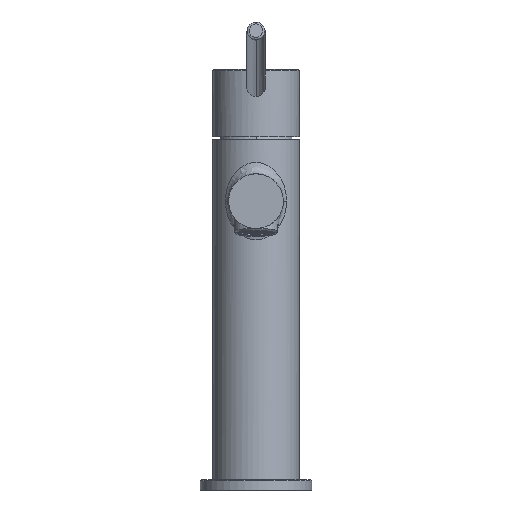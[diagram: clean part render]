
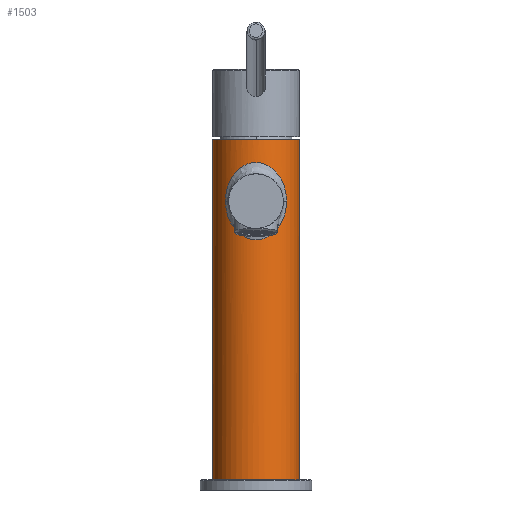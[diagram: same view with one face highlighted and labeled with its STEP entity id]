
A CAD part, front view. The second image highlights one B-rep face of the part: STEP entity #1503.
In plain terms, the highlighted cylindrical face has radius 19 mm (diameter 38 mm), a partial arc.
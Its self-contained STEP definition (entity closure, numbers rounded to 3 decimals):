
#222=FACE_BOUND('',#9346,.T.);
#1503=ADVANCED_FACE('',(#5415,#222),#58253,.T.);
#5415=FACE_OUTER_BOUND('',#9345,.T.);
#9345=EDGE_LOOP('',(#16162,#16163,#16164,#16165));
#9346=EDGE_LOOP('',(#16166,#16167));
#16162=ORIENTED_EDGE('',*,*,#33020,.T.);
#16163=ORIENTED_EDGE('',*,*,#33021,.T.);
#16164=ORIENTED_EDGE('',*,*,#33022,.T.);
#16165=ORIENTED_EDGE('',*,*,#33023,.T.);
#16166=ORIENTED_EDGE('',*,*,#33024,.T.);
#16167=ORIENTED_EDGE('',*,*,#33029,.T.);
#33020=EDGE_CURVE('',#50749,#50750,#41862,.T.);
#33021=EDGE_CURVE('',#50750,#50751,#47788,.T.);
#33022=EDGE_CURVE('',#50751,#50752,#41863,.T.);
#33023=EDGE_CURVE('',#50752,#50749,#47789,.T.);
#33024=EDGE_CURVE('',#50754,#50753,#41864,.T.);
#33029=EDGE_CURVE('',#50753,#50754,#41869,.T.);
#41862=B_SPLINE_CURVE_WITH_KNOTS('',1,(#85879,#85880),.UNSPECIFIED.,.F.,
 .F.,(2,2),(0.,149.5),.UNSPECIFIED.);
#41863=B_SPLINE_CURVE_WITH_KNOTS('',1,(#85886,#85887),.UNSPECIFIED.,.F.,
 .F.,(2,2),(0.,149.5),.UNSPECIFIED.);
#41864=B_SPLINE_CURVE_WITH_KNOTS('',3,(#85893,#85894,#85895,#85896,#85897,
#85898,#85899,#85900,#85901,#85902,#85903,#85904,#85905,#85906,#85907,#85908,
#85909,#85910,#85911,#85912,#85913,#85914,#85915,#85916,#85917,#85918,#85919,
#85920,#85921),.UNSPECIFIED.,.F.,.F.,(4,1,1,1,1,1,1,1,1,1,1,1,1,1,1,1,1,
1,1,1,1,1,1,1,1,1,4),(-49.682,-48.093,-46.179,
-43.105,-39.872,-38.162,-36.397,
-34.597,-32.786,-30.915,-28.989,
-26.939,-25.893,-24.841,-23.789,
-22.742,-20.692,-18.767,-16.895,
-15.084,-13.285,-11.52,-9.81,
-6.577,-3.502,-1.588,0.),.UNSPECIFIED.);
#41869=B_SPLINE_CURVE_WITH_KNOTS('',3,(#85990,#85991,#85992,#85993,#85994,
#85995,#85996,#85997,#85998,#85999,#86000,#86001,#86002,#86003,#86004,#86005,
#86006,#86007,#86008,#86009,#86010,#86011,#86012,#86013,#86014,#86015,#86016,
#86017,#86018),.UNSPECIFIED.,.F.,.F.,(4,1,1,1,1,1,1,1,1,1,1,1,1,1,1,1,1,
1,1,1,1,1,1,1,1,1,4),(-49.683,-48.094,-46.18,
-43.106,-39.873,-38.163,-36.398,
-34.598,-32.787,-30.915,-28.99,
-26.94,-25.893,-24.841,-23.815,
-22.793,-20.769,-18.794,-16.879,
-15.031,-13.245,-11.516,-9.838,
-6.597,-3.45,-1.549,0.),.UNSPECIFIED.);
#47788=(
BOUNDED_CURVE()
B_SPLINE_CURVE(2,(#85881,#85882,#85883,#85884,#85885),.UNSPECIFIED.,.F.,
 .F.)
B_SPLINE_CURVE_WITH_KNOTS((3,2,3),(0.,38.,76.),.UNSPECIFIED.)
CURVE()
GEOMETRIC_REPRESENTATION_ITEM()
RATIONAL_B_SPLINE_CURVE((1.,0.707,1.,0.707,1.))
REPRESENTATION_ITEM('')
);
#47789=(
BOUNDED_CURVE()
B_SPLINE_CURVE(2,(#85888,#85889,#85890,#85891,#85892),.UNSPECIFIED.,.F.,
 .F.)
B_SPLINE_CURVE_WITH_KNOTS((3,2,3),(0.,38.,76.),.UNSPECIFIED.)
CURVE()
GEOMETRIC_REPRESENTATION_ITEM()
RATIONAL_B_SPLINE_CURVE((1.,0.707,1.,0.707,1.))
REPRESENTATION_ITEM('')
);
#50749=VERTEX_POINT('',#85532);
#50750=VERTEX_POINT('',#85533);
#50751=VERTEX_POINT('',#85534);
#50752=VERTEX_POINT('',#85535);
#50753=VERTEX_POINT('',#85536);
#50754=VERTEX_POINT('',#85537);
#58253=CYLINDRICAL_SURFACE('',#60491,19.);
#60491=AXIS2_PLACEMENT_3D('',#81047,#64145,$);
#64145=DIRECTION('',(0.,0.,-1.));
#81047=CARTESIAN_POINT('',(300.,0.,70.425));
#85532=CARTESIAN_POINT('',(300.,-19.,145.175));
#85533=CARTESIAN_POINT('',(300.,-19.,-4.325));
#85534=CARTESIAN_POINT('',(300.,19.,-4.325));
#85535=CARTESIAN_POINT('',(300.,19.,145.175));
#85536=CARTESIAN_POINT('',(313.412,-13.458,118.175));
#85537=CARTESIAN_POINT('',(313.412,13.458,118.175));
#85879=CARTESIAN_POINT('',(300.,-19.,145.175));
#85880=CARTESIAN_POINT('',(300.,-19.,-4.325));
#85881=CARTESIAN_POINT('',(300.,-19.,-4.325));
#85882=CARTESIAN_POINT('',(319.,-19.,-4.325));
#85883=CARTESIAN_POINT('',(319.,0.,-4.325));
#85884=CARTESIAN_POINT('',(319.,19.,-4.325));
#85885=CARTESIAN_POINT('',(300.,19.,-4.325));
#85886=CARTESIAN_POINT('',(300.,19.,-4.325));
#85887=CARTESIAN_POINT('',(300.,19.,145.175));
#85888=CARTESIAN_POINT('',(300.,19.,145.175));
#85889=CARTESIAN_POINT('',(319.,19.,145.175));
#85890=CARTESIAN_POINT('',(319.,0.,145.175));
#85891=CARTESIAN_POINT('',(319.,-19.,145.175));
#85892=CARTESIAN_POINT('',(300.,-19.,145.175));
#85893=CARTESIAN_POINT('',(313.412,13.458,118.175));
#85894=CARTESIAN_POINT('',(313.412,13.458,117.582));
#85895=CARTESIAN_POINT('',(313.466,13.404,116.275));
#85896=CARTESIAN_POINT('',(313.784,13.082,113.878));
#85897=CARTESIAN_POINT('',(314.484,12.324,111.078));
#85898=CARTESIAN_POINT('',(315.361,11.215,108.66));
#85899=CARTESIAN_POINT('',(316.124,10.072,106.852));
#85900=CARTESIAN_POINT('',(316.718,9.057,105.556));
#85901=CARTESIAN_POINT('',(317.294,7.906,104.374));
#85902=CARTESIAN_POINT('',(317.83,6.617,103.329));
#85903=CARTESIAN_POINT('',(318.301,5.187,102.444));
#85904=CARTESIAN_POINT('',(318.684,3.591,101.743));
#85905=CARTESIAN_POINT('',(318.895,2.148,101.363));
#85906=CARTESIAN_POINT('',(318.985,0.931,101.203));
#85907=CARTESIAN_POINT('',(319.008,0.,101.162));
#85908=CARTESIAN_POINT('',(318.985,-0.931,101.203));
#85909=CARTESIAN_POINT('',(318.895,-2.148,101.363));
#85910=CARTESIAN_POINT('',(318.684,-3.591,101.743));
#85911=CARTESIAN_POINT('',(318.301,-5.187,102.444));
#85912=CARTESIAN_POINT('',(317.83,-6.617,103.329));
#85913=CARTESIAN_POINT('',(317.294,-7.906,104.374));
#85914=CARTESIAN_POINT('',(316.718,-9.057,105.555));
#85915=CARTESIAN_POINT('',(316.124,-10.072,106.852));
#85916=CARTESIAN_POINT('',(315.361,-11.215,108.66));
#85917=CARTESIAN_POINT('',(314.484,-12.324,111.079));
#85918=CARTESIAN_POINT('',(313.784,-13.082,113.878));
#85919=CARTESIAN_POINT('',(313.466,-13.404,116.275));
#85920=CARTESIAN_POINT('',(313.412,-13.458,117.583));
#85921=CARTESIAN_POINT('',(313.412,-13.458,118.175));
#85990=CARTESIAN_POINT('',(313.412,-13.458,118.175));
#85991=CARTESIAN_POINT('',(313.412,-13.458,118.768));
#85992=CARTESIAN_POINT('',(313.466,-13.404,120.076));
#85993=CARTESIAN_POINT('',(313.784,-13.082,122.473));
#85994=CARTESIAN_POINT('',(314.484,-12.324,125.273));
#85995=CARTESIAN_POINT('',(315.361,-11.215,127.691));
#85996=CARTESIAN_POINT('',(316.124,-10.072,129.499));
#85997=CARTESIAN_POINT('',(316.718,-9.057,130.795));
#85998=CARTESIAN_POINT('',(317.294,-7.906,131.977));
#85999=CARTESIAN_POINT('',(317.83,-6.617,133.022));
#86000=CARTESIAN_POINT('',(318.301,-5.187,133.907));
#86001=CARTESIAN_POINT('',(318.684,-3.591,134.608));
#86002=CARTESIAN_POINT('',(318.895,-2.148,134.988));
#86003=CARTESIAN_POINT('',(318.985,-0.931,135.148));
#86004=CARTESIAN_POINT('',(319.007,-0.007,135.189));
#86005=CARTESIAN_POINT('',(318.985,0.909,135.15));
#86006=CARTESIAN_POINT('',(318.9,2.104,134.996));
#86007=CARTESIAN_POINT('',(318.692,3.548,134.624));
#86008=CARTESIAN_POINT('',(318.308,5.165,133.921));
#86009=CARTESIAN_POINT('',(317.827,6.629,133.016));
#86010=CARTESIAN_POINT('',(317.283,7.931,131.954));
#86011=CARTESIAN_POINT('',(316.707,9.076,130.772));
#86012=CARTESIAN_POINT('',(316.122,10.074,129.494));
#86013=CARTESIAN_POINT('',(315.366,11.208,127.703));
#86014=CARTESIAN_POINT('',(314.483,12.327,125.273));
#86015=CARTESIAN_POINT('',(313.777,13.089,122.449));
#86016=CARTESIAN_POINT('',(313.464,13.406,120.041));
#86017=CARTESIAN_POINT('',(313.412,13.458,118.754));
#86018=CARTESIAN_POINT('',(313.412,13.458,118.175));
